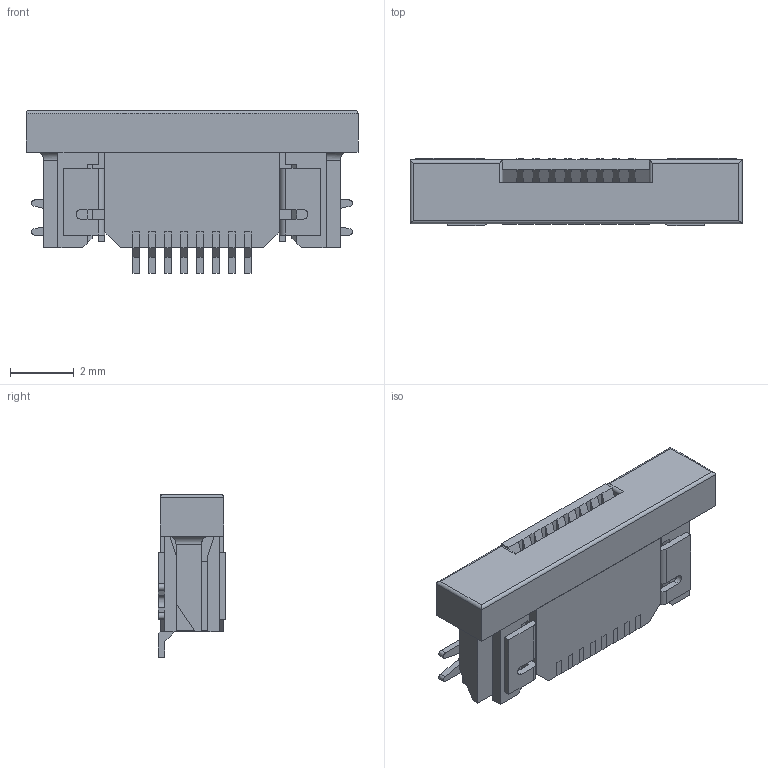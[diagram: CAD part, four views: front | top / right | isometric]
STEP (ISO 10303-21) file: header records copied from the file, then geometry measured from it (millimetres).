
FILE_DESCRIPTION( ( 'Unknown' ), '1' );
FILE_NAME( '68710814522.stp', 'Unknown', ( 'Unknown' ), ( 'Unknown' ), 'PSStep 17.0.49', 'Unknown', ' ' );
FILE_SCHEMA( ( 'AUTOMOTIVE_DESIGN { 1 0 10303 214 1 1 1 1 }' ) );
Length unit declared in the file: millimetre
Products named in the file (6): Assem1; 6871xx14522_PIN; 6871xx14522_Patte; 6871xx14522_Patte_2; 68710814522_CAP; 68710814522
Assembly tree (12 placements, depth 2):
  Assem1
    6871xx14522_PIN  x8
    6871xx14522_Patte
    6871xx14522_Patte_2
    68710814522_CAP
    68710814522
Bounding box: 10.4 x 2.1 x 5.1 mm (x, y, z)
Volume: 67.5 mm3; surface area: 396.9 mm2
Topology: 12 solids, 12 shells, 530 faces, 1558 edges, 1022 vertices
Faces by surface type: plane 489, cylinder 41
Entity records: 15435 total; most frequent: ORIENTED_EDGE 2234, CARTESIAN_POINT 2227, DIRECTION 1951, EDGE_CURVE 1117, LINE 1047, VECTOR 1047, VERTEX_POINT 728, AXIS2_PLACEMENT_3D 452
